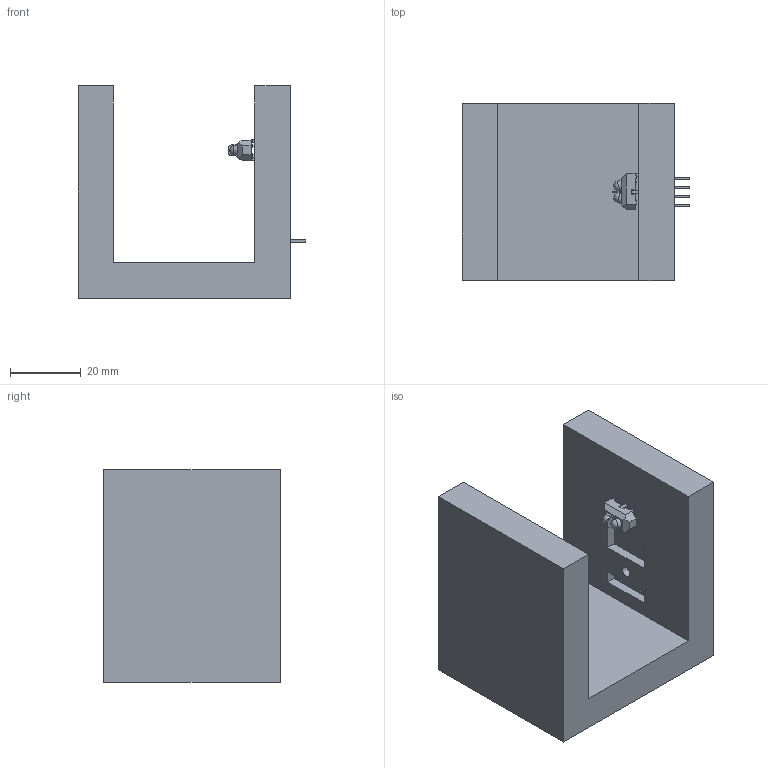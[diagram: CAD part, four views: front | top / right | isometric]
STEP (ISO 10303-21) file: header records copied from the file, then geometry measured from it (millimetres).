
FILE_DESCRIPTION(/* description */ ('','CAx-IF Rec.Pracs.---Representation and Presentation of Product Manufacturing Information (PMI)---4.0---2014-10-13'),/* implementation_level */ '2;1');
FILE_NAME(/* name */ 'Base sensor ptico tcrt5000.step',/* time_stamp */ '2024-12-27T11:15:51-06:00',/* author */ (''),/* organization */ (''),/* preprocessor_version */ 'ST-DEVELOPER v20',/* originating_system */ 'Autodesk Translation Framework v13.20.0.188',/* authorisation */ '');
FILE_SCHEMA (('AP242_MANAGED_MODEL_BASED_3D_ENGINEERING_MIM_LF { 1 0 10303 442 1 1 4 }'));
Length unit declared in the file: millimetre
Products named in the file (11): Base sensor; LineSensorAssy; Part 1; TCRT5000 v1 <1>; Metal Contacts; Metal Contacts_1; TCRT5000 v1; LEDs; LEDs_1; Metal Contacts_2; Metal Contacts_3
Assembly tree (10 placements, depth 4):
  Base sensor
    LineSensorAssy
      Part 1
      TCRT5000 v1 <1>
        Metal Contacts
        Metal Contacts_1
        TCRT5000 v1
        LEDs
        LEDs_1
        Metal Contacts_2
        Metal Contacts_3
Bounding box: 64.43 x 50 x 60 mm (x, y, z)
Volume: 79303.7 mm3; surface area: 22459.9 mm2
Topology: 9 solids, 9 shells, 243 faces, 623 edges, 410 vertices
Faces by surface type: plane 230, cylinder 10, sphere 2, cone 1
Full cylindrical faces by diameter (mm): 0.9 x1, 2.796 x2, 3 x3
Entity records: 7672 total; most frequent: CARTESIAN_POINT 1295, ORIENTED_EDGE 1242, DIRECTION 1186, EDGE_CURVE 621, LINE 584, VECTOR 584, VERTEX_POINT 410, AXIS2_PLACEMENT_3D 301
